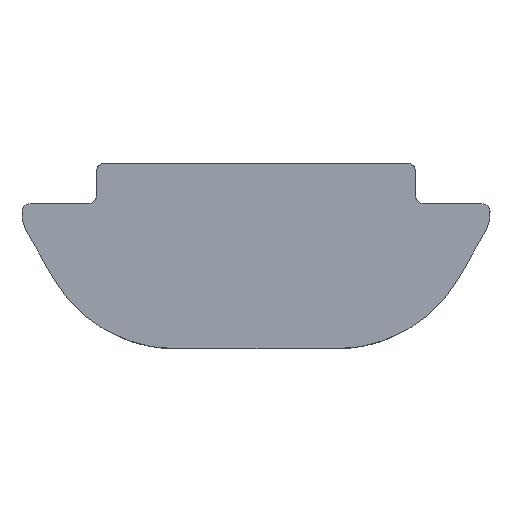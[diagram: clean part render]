
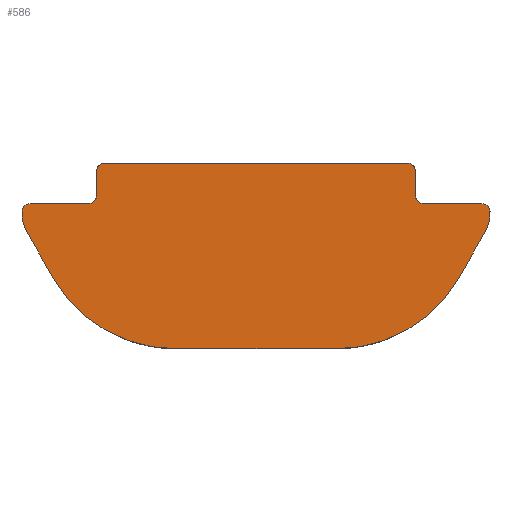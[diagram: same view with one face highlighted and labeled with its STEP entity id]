
A CAD part, left-side view. The second image highlights one B-rep face of the part: STEP entity #586.
In plain terms, the highlighted planar face has unit normal (-1, 0, 0).
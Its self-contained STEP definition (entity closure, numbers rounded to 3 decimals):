
#48=CIRCLE('',#605,0.2);
#50=CIRCLE('',#611,0.2);
#52=CIRCLE('',#615,0.2);
#54=CIRCLE('',#621,0.2);
#60=CIRCLE('',#630,3.5);
#61=CIRCLE('',#633,3.5);
#64=CIRCLE('',#638,0.2);
#66=CIRCLE('',#641,1.);
#68=CIRCLE('',#647,1.);
#70=CIRCLE('',#650,0.2);
#210=ORIENTED_EDGE('',*,*,#303,.F.);
#211=ORIENTED_EDGE('',*,*,#282,.F.);
#212=ORIENTED_EDGE('',*,*,#279,.F.);
#213=ORIENTED_EDGE('',*,*,#270,.T.);
#214=ORIENTED_EDGE('',*,*,#325,.F.);
#215=ORIENTED_EDGE('',*,*,#320,.F.);
#216=ORIENTED_EDGE('',*,*,#317,.F.);
#217=ORIENTED_EDGE('',*,*,#314,.F.);
#218=ORIENTED_EDGE('',*,*,#298,.F.);
#219=ORIENTED_EDGE('',*,*,#296,.F.);
#220=ORIENTED_EDGE('',*,*,#294,.F.);
#221=ORIENTED_EDGE('',*,*,#311,.F.);
#222=ORIENTED_EDGE('',*,*,#308,.F.);
#223=ORIENTED_EDGE('',*,*,#304,.F.);
#224=ORIENTED_EDGE('',*,*,#327,.F.);
#225=ORIENTED_EDGE('',*,*,#263,.T.);
#226=ORIENTED_EDGE('',*,*,#256,.F.);
#227=ORIENTED_EDGE('',*,*,#250,.F.);
#250=EDGE_CURVE('',#335,#336,#48,.T.);
#256=EDGE_CURVE('',#336,#340,#393,.T.);
#263=EDGE_CURVE('',#344,#340,#50,.T.);
#270=EDGE_CURVE('',#348,#350,#52,.T.);
#279=EDGE_CURVE('',#348,#358,#408,.T.);
#282=EDGE_CURVE('',#358,#360,#54,.T.);
#294=EDGE_CURVE('',#368,#369,#60,.T.);
#296=EDGE_CURVE('',#369,#370,#414,.T.);
#298=EDGE_CURVE('',#370,#371,#61,.T.);
#303=EDGE_CURVE('',#360,#335,#418,.T.);
#304=EDGE_CURVE('',#374,#375,#64,.T.);
#308=EDGE_CURVE('',#375,#378,#66,.T.);
#311=EDGE_CURVE('',#378,#368,#422,.T.);
#314=EDGE_CURVE('',#371,#380,#425,.T.);
#317=EDGE_CURVE('',#380,#382,#68,.T.);
#320=EDGE_CURVE('',#382,#384,#70,.T.);
#325=EDGE_CURVE('',#384,#350,#431,.T.);
#327=EDGE_CURVE('',#344,#374,#432,.T.);
#335=VERTEX_POINT('',#842);
#336=VERTEX_POINT('',#844);
#340=VERTEX_POINT('',#860);
#344=VERTEX_POINT('',#871);
#348=VERTEX_POINT('',#891);
#350=VERTEX_POINT('',#899);
#358=VERTEX_POINT('',#924);
#360=VERTEX_POINT('',#934);
#368=VERTEX_POINT('',#972);
#369=VERTEX_POINT('',#974);
#370=VERTEX_POINT('',#978);
#371=VERTEX_POINT('',#982);
#374=VERTEX_POINT('',#993);
#375=VERTEX_POINT('',#994);
#378=VERTEX_POINT('',#1002);
#380=VERTEX_POINT('',#1013);
#382=VERTEX_POINT('',#1019);
#384=VERTEX_POINT('',#1025);
#393=LINE('',#859,#441);
#408=LINE('',#923,#456);
#414=LINE('',#977,#462);
#418=LINE('',#990,#466);
#422=LINE('',#1007,#470);
#425=LINE('',#1012,#473);
#431=LINE('',#1032,#479);
#432=LINE('',#1034,#480);
#441=VECTOR('',#682,1000.);
#456=VECTOR('',#719,1000.);
#462=VECTOR('',#749,1000.);
#466=VECTOR('',#763,1000.);
#470=VECTOR('',#781,1000.);
#473=VECTOR('',#788,1000.);
#479=VECTOR('',#810,1000.);
#480=VECTOR('',#813,1000.);
#511=EDGE_LOOP('',(#210,#211,#212,#213,#214,#215,#216,#217,#218,#219,#220,
#221,#222,#223,#224,#225,#226,#227));
#543=FACE_BOUND('',#511,.T.);
#558=PLANE('',#656);
#586=ADVANCED_FACE('',(#543),#558,.F.);
#605=AXIS2_PLACEMENT_3D('',#843,#671,#672);
#611=AXIS2_PLACEMENT_3D('',#877,#692,#693);
#615=AXIS2_PLACEMENT_3D('',#900,#703,#704);
#621=AXIS2_PLACEMENT_3D('',#933,#723,#724);
#630=AXIS2_PLACEMENT_3D('',#973,#744,#745);
#633=AXIS2_PLACEMENT_3D('',#981,#753,#754);
#638=AXIS2_PLACEMENT_3D('',#992,#766,#767);
#641=AXIS2_PLACEMENT_3D('',#1001,#774,#775);
#647=AXIS2_PLACEMENT_3D('',#1018,#793,#794);
#650=AXIS2_PLACEMENT_3D('',#1024,#800,#801);
#656=AXIS2_PLACEMENT_3D('',#1037,#817,#818);
#671=DIRECTION('',(1.,0.,0.));
#672=DIRECTION('',(0.,0.,-1.));
#682=DIRECTION('',(0.,0.,-1.));
#692=DIRECTION('',(1.,0.,0.));
#693=DIRECTION('',(0.,0.,-1.));
#703=DIRECTION('',(1.,0.,0.));
#704=DIRECTION('',(0.,0.,-1.));
#719=DIRECTION('',(0.,0.,1.));
#723=DIRECTION('',(1.,0.,0.));
#724=DIRECTION('',(0.,0.,-1.));
#744=DIRECTION('',(1.,0.,0.));
#745=DIRECTION('',(0.,0.,-1.));
#749=DIRECTION('',(0.,1.,0.));
#753=DIRECTION('',(1.,0.,0.));
#754=DIRECTION('',(0.,0.,-1.));
#763=DIRECTION('',(0.,-1.,0.));
#766=DIRECTION('',(1.,0.,0.));
#767=DIRECTION('',(0.,0.,-1.));
#774=DIRECTION('',(1.,0.,0.));
#775=DIRECTION('',(0.,0.,-1.));
#781=DIRECTION('',(0.,0.499,-0.867));
#788=DIRECTION('',(0.,0.499,0.867));
#793=DIRECTION('',(1.,0.,0.));
#794=DIRECTION('',(0.,0.,-1.));
#800=DIRECTION('',(1.,0.,0.));
#801=DIRECTION('',(0.,0.,-1.));
#810=DIRECTION('',(0.,-1.,0.));
#813=DIRECTION('',(0.,-1.,0.));
#817=DIRECTION('',(1.,0.,0.));
#818=DIRECTION('',(0.,0.,-1.));
#842=CARTESIAN_POINT('',(-8.,-3.75,0.));
#843=CARTESIAN_POINT('',(-8.,-3.75,-0.2));
#844=CARTESIAN_POINT('',(-8.,-3.95,-0.2));
#859=CARTESIAN_POINT('',(-8.,-3.95,-0.2));
#860=CARTESIAN_POINT('',(-8.,-3.95,-0.8));
#871=CARTESIAN_POINT('',(-8.,-4.15,-1.));
#877=CARTESIAN_POINT('',(-8.,-4.15,-0.8));
#891=CARTESIAN_POINT('',(-8.,3.95,-0.8));
#899=CARTESIAN_POINT('',(-8.,4.15,-1.));
#900=CARTESIAN_POINT('',(-8.,4.15,-0.8));
#923=CARTESIAN_POINT('',(-8.,3.95,-0.8));
#924=CARTESIAN_POINT('',(-8.,3.95,-0.2));
#933=CARTESIAN_POINT('',(-8.,3.75,-0.2));
#934=CARTESIAN_POINT('',(-8.,3.75,0.));
#972=CARTESIAN_POINT('',(-8.,-5.023,-2.847));
#973=CARTESIAN_POINT('',(-8.,-1.99,-1.1));
#974=CARTESIAN_POINT('',(-8.,-1.99,-4.6));
#977=CARTESIAN_POINT('',(-8.,-1.99,-4.6));
#978=CARTESIAN_POINT('',(-8.,1.99,-4.6));
#981=CARTESIAN_POINT('',(-8.,1.99,-1.1));
#982=CARTESIAN_POINT('',(-8.,5.023,-2.847));
#990=CARTESIAN_POINT('',(-8.,3.75,0.));
#992=CARTESIAN_POINT('',(-8.,-5.599,-1.2));
#993=CARTESIAN_POINT('',(-8.,-5.599,-1.));
#994=CARTESIAN_POINT('',(-8.,-5.799,-1.193));
#1001=CARTESIAN_POINT('',(-8.,-4.8,-1.23));
#1002=CARTESIAN_POINT('',(-8.,-5.667,-1.729));
#1007=CARTESIAN_POINT('',(-8.,-5.667,-1.729));
#1012=CARTESIAN_POINT('',(-8.,5.023,-2.847));
#1013=CARTESIAN_POINT('',(-8.,5.667,-1.729));
#1018=CARTESIAN_POINT('',(-8.,4.8,-1.23));
#1019=CARTESIAN_POINT('',(-8.,5.799,-1.193));
#1024=CARTESIAN_POINT('',(-8.,5.599,-1.2));
#1025=CARTESIAN_POINT('',(-8.,5.599,-1.));
#1032=CARTESIAN_POINT('',(-8.,5.599,-1.));
#1034=CARTESIAN_POINT('',(-8.,-4.15,-1.));
#1037=CARTESIAN_POINT('',(-8.,-3.75,-0.2));
